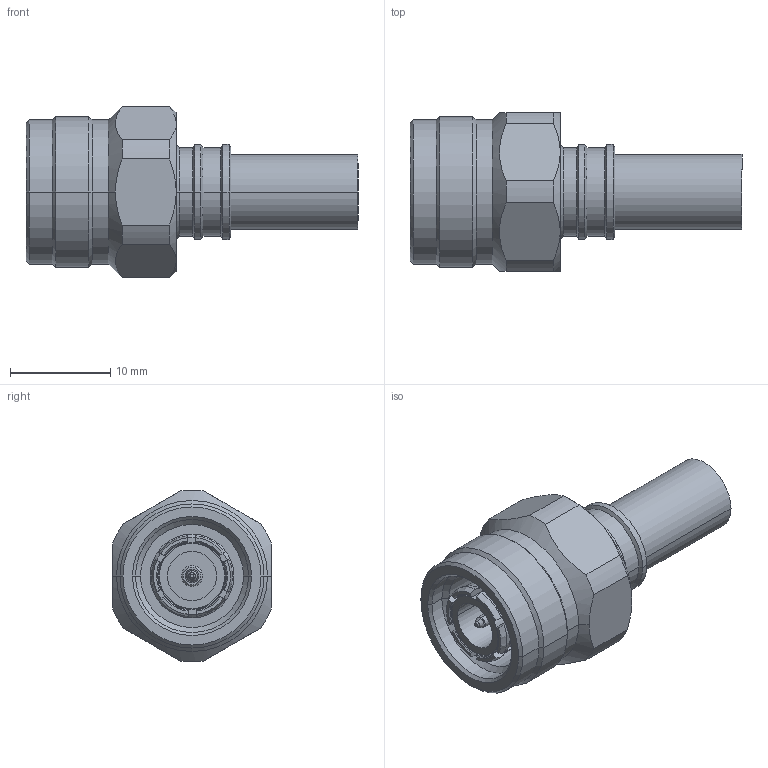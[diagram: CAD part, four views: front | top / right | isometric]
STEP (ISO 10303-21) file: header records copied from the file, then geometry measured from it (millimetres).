
FILE_DESCRIPTION (( 'STEP AP203' ), '1' );
FILE_NAME ('3190-6550(TC-240-TM-X).STEP', '2020-01-06T08:33:05', ( '' ), ( '' ), 'SwSTEP 2.0', 'SolidWorks 2017', '' );
FILE_SCHEMA (( 'CONFIG_CONTROL_DESIGN' ));
Length unit declared in the file: millimetre
Products named in the file (1): 3190-6550(TC-240-TM-X)
Bounding box: 33.2 x 15.88 x 17.18 mm (x, y, z)
Volume: 2902.1 mm3; surface area: 3206.5 mm2
Topology: 1 solids, 1 shells, 182 faces, 438 edges, 271 vertices
Faces by surface type: cone 74, cylinder 48, plane 46, bspline 14
Entity records: 5643 total; most frequent: CARTESIAN_POINT 1356, DIRECTION 910, ORIENTED_EDGE 872, EDGE_CURVE 436, AXIS2_PLACEMENT_3D 373, VERTEX_POINT 271, CIRCLE 204, EDGE_LOOP 197
